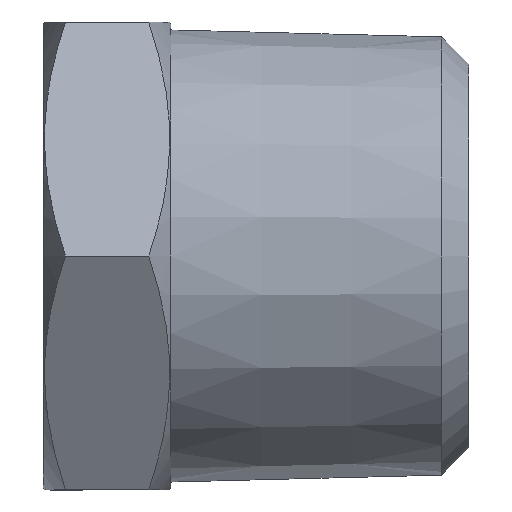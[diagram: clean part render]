
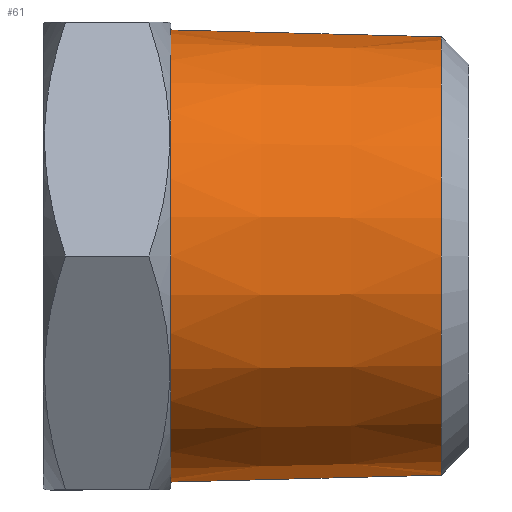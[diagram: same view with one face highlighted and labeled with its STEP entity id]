
A CAD part, left-side view. The second image highlights one B-rep face of the part: STEP entity #61.
In plain terms, the highlighted conical face has half-angle 1.47 degrees and reference radius 10.626 mm.
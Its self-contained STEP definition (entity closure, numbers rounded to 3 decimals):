
#8 = AXIS2_PLACEMENT_3D ( 'NONE', #248, #225, #180 ) ;
#29 = VECTOR ( 'NONE', #98, 1000. ) ;
#61 = ADVANCED_FACE ( 'NONE', ( #754 ), #470, .T. ) ;
#79 = EDGE_CURVE ( 'NONE', #702, #707, #485, .T. ) ;
#81 = EDGE_CURVE ( 'NONE', #706, #698, #488, .T. ) ;
#98 = DIRECTION ( 'NONE',  ( 0., 1., 0.026 ) ) ;
#103 = CARTESIAN_POINT ( 'NONE',  ( 0., 14., -10.626 ) ) ;
#105 = CARTESIAN_POINT ( 'NONE',  ( 0., 14., 0. ) ) ;
#145 = DIRECTION ( 'NONE',  ( 0., -1., 0. ) ) ;
#149 = DIRECTION ( 'NONE',  ( 0., 0., -1. ) ) ;
#152 = CARTESIAN_POINT ( 'NONE',  ( 0., 14., 10.626 ) ) ;
#180 = DIRECTION ( 'NONE',  ( 0., 0., -1. ) ) ;
#203 = CARTESIAN_POINT ( 'NONE',  ( 0., 1.3, -10.3 ) ) ;
#205 = CARTESIAN_POINT ( 'NONE',  ( 0., 1.3, 10.3 ) ) ;
#208 = DIRECTION ( 'NONE',  ( 0., 1., -0.026 ) ) ;
#221 = CARTESIAN_POINT ( 'NONE',  ( 0., 14., 10.626 ) ) ;
#225 = DIRECTION ( 'NONE',  ( 0., -1., 0. ) ) ;
#233 = CARTESIAN_POINT ( 'NONE',  ( 0., 14., -10.626 ) ) ;
#248 = CARTESIAN_POINT ( 'NONE',  ( 0., 1.3, 0. ) ) ;
#345 = DIRECTION ( 'NONE',  ( 0., 0., 1. ) ) ;
#346 = DIRECTION ( 'NONE',  ( 0., 1., 0. ) ) ;
#347 = CARTESIAN_POINT ( 'NONE',  ( 0., 14., 0. ) ) ;
#445 = EDGE_CURVE ( 'NONE', #706, #702, #768, .T. ) ;
#469 = AXIS2_PLACEMENT_3D ( 'NONE', #347, #346, #345 ) ;
#470 = CONICAL_SURFACE ( 'NONE', #469, 10.626, 0.026 ) ;
#485 = CIRCLE ( 'NONE', #492, 10.626 ) ;
#488 = CIRCLE ( 'NONE', #8, 10.3 ) ;
#492 = AXIS2_PLACEMENT_3D ( 'NONE', #105, #145, #149 ) ;
#524 = EDGE_CURVE ( 'NONE', #698, #707, #788, .T. ) ;
#660 = ORIENTED_EDGE ( 'NONE', *, *, #79, .T. ) ;
#661 = ORIENTED_EDGE ( 'NONE', *, *, #524, .F. ) ;
#662 = ORIENTED_EDGE ( 'NONE', *, *, #81, .F. ) ;
#663 = ORIENTED_EDGE ( 'NONE', *, *, #445, .T. ) ;
#698 = VERTEX_POINT ( 'NONE', #203 ) ;
#702 = VERTEX_POINT ( 'NONE', #152 ) ;
#706 = VERTEX_POINT ( 'NONE', #205 ) ;
#707 = VERTEX_POINT ( 'NONE', #233 ) ;
#716 = EDGE_LOOP ( 'NONE', ( #661, #662, #663, #660 ) ) ;
#754 = FACE_OUTER_BOUND ( 'NONE', #716, .T. ) ;
#768 = LINE ( 'NONE', #221, #29 ) ;
#788 = LINE ( 'NONE', #103, #828 ) ;
#828 = VECTOR ( 'NONE', #208, 1000. ) ;
